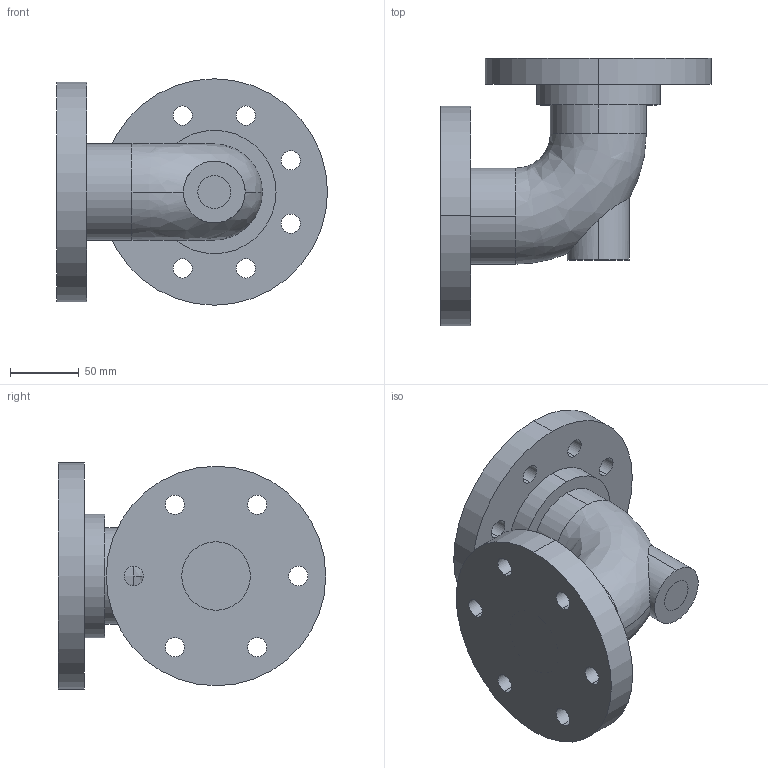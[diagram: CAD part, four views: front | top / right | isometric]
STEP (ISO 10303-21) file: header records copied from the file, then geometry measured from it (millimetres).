
FILE_DESCRIPTION (( 'STEP AP203' ), '1' );
FILE_NAME ('02-elbow.STEP', '2025-03-07T07:34:05', ( '' ), ( '' ), 'SwSTEP 2.0', 'SolidWorks 2023', '' );
FILE_SCHEMA (( 'CONFIG_CONTROL_DESIGN' ));
Length unit declared in the file: inch
Products named in the file (1): 02-elbow
Bounding box: 197.5 x 195 x 165 mm (x, y, z)
Surface area: 188225.1 mm2 (no closed solid volume)
Topology: 0 solids, 3 shells, 64 faces, 170 edges, 114 vertices
Faces by surface type: cylinder 50, plane 10, bspline 4
Entity records: 2692 total; most frequent: CARTESIAN_POINT 901, DIRECTION 384, ORIENTED_EDGE 334, EDGE_CURVE 170, AXIS2_PLACEMENT_3D 167, VERTEX_POINT 114, CIRCLE 106, EDGE_LOOP 96
